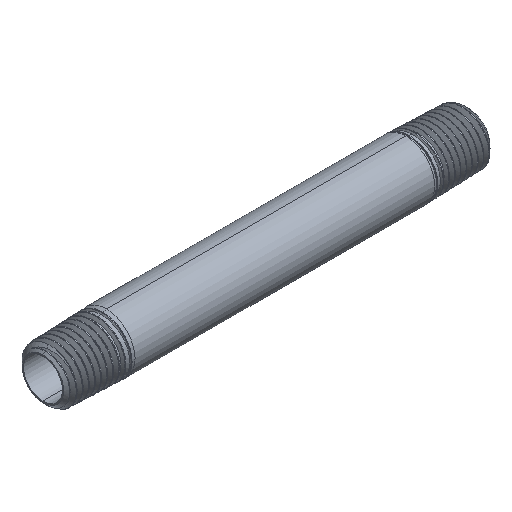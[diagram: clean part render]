
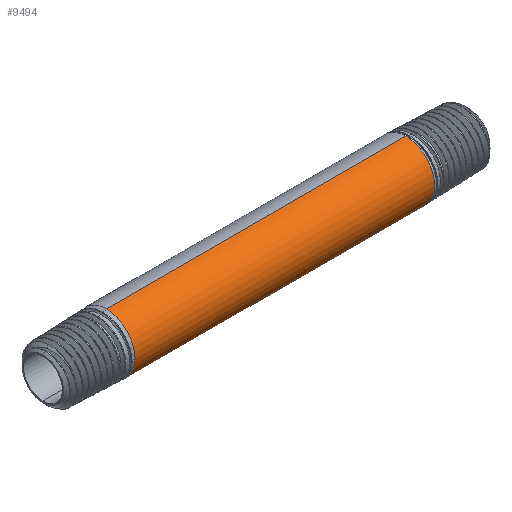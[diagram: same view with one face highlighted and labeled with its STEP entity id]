
A CAD part, isometric view. The second image highlights one B-rep face of the part: STEP entity #9494.
In plain terms, the highlighted cylindrical face has radius 6.858 mm (diameter 13.716 mm), a partial arc.
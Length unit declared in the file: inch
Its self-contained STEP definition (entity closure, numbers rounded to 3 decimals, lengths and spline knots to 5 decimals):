
#1597 = VERTEX_POINT ( 'NONE', #7033 ) ;
#1762 = ORIENTED_EDGE ( 'NONE', *, *, #14403, .T. ) ;
#4761 = AXIS2_PLACEMENT_3D ( 'NONE', #13581, #15975, #15803 ) ;
#5087 = DIRECTION ( 'NONE',  ( 0., 0., -1. ) ) ;
#6360 = VERTEX_POINT ( 'NONE', #18105 ) ;
#6431 = EDGE_CURVE ( 'NONE', #9795, #1597, #6618, .T. ) ;
#6550 = DIRECTION ( 'NONE',  ( 1., 0., 0. ) ) ;
#6618 = LINE ( 'NONE', #14364, #18703 ) ;
#6910 = CYLINDRICAL_SURFACE ( 'NONE', #22759, 0.27 ) ;
#7033 = CARTESIAN_POINT ( 'NONE',  ( 1.4054, 0., -0.27 ) ) ;
#8321 = VECTOR ( 'NONE', #12873, 39.37008 ) ;
#9262 = CARTESIAN_POINT ( 'NONE',  ( 1.4054, 0., 0. ) ) ;
#9494 = ADVANCED_FACE ( 'NONE', ( #12947 ), #6910, .T. ) ;
#9795 = VERTEX_POINT ( 'NONE', #14731 ) ;
#10415 = ORIENTED_EDGE ( 'NONE', *, *, #6431, .T. ) ;
#10451 = CARTESIAN_POINT ( 'NONE',  ( 0., 0., 0. ) ) ;
#10701 = AXIS2_PLACEMENT_3D ( 'NONE', #9262, #19229, #19410 ) ;
#11357 = EDGE_CURVE ( 'NONE', #1597, #6360, #14543, .T. ) ;
#12873 = DIRECTION ( 'NONE',  ( 1., 0., 0. ) ) ;
#12947 = FACE_OUTER_BOUND ( 'NONE', #20530, .T. ) ;
#13581 = CARTESIAN_POINT ( 'NONE',  ( -1.4054, 0., 0. ) ) ;
#14364 = CARTESIAN_POINT ( 'NONE',  ( 0., 0., -0.27 ) ) ;
#14403 = EDGE_CURVE ( 'NONE', #18942, #9795, #25988, .T. ) ;
#14543 = CIRCLE ( 'NONE', #10701, 0.27 ) ;
#14669 = CARTESIAN_POINT ( 'NONE',  ( 0., 0., 0.27 ) ) ;
#14717 = DIRECTION ( 'NONE',  ( 1., 0., 0. ) ) ;
#14731 = CARTESIAN_POINT ( 'NONE',  ( -1.4054, 0., -0.27 ) ) ;
#15803 = DIRECTION ( 'NONE',  ( 0., 0., -1. ) ) ;
#15975 = DIRECTION ( 'NONE',  ( 1., 0., 0. ) ) ;
#18105 = CARTESIAN_POINT ( 'NONE',  ( 1.4054, 0., 0.27 ) ) ;
#18631 = CARTESIAN_POINT ( 'NONE',  ( -1.4054, 0., 0.27 ) ) ;
#18703 = VECTOR ( 'NONE', #14717, 39.37008 ) ;
#18942 = VERTEX_POINT ( 'NONE', #18631 ) ;
#19229 = DIRECTION ( 'NONE',  ( -1., 0., 0. ) ) ;
#19410 = DIRECTION ( 'NONE',  ( 0., 0., 1. ) ) ;
#20530 = EDGE_LOOP ( 'NONE', ( #24670, #1762, #10415, #21890 ) ) ;
#21890 = ORIENTED_EDGE ( 'NONE', *, *, #11357, .T. ) ;
#21934 = EDGE_CURVE ( 'NONE', #18942, #6360, #26094, .T. ) ;
#22759 = AXIS2_PLACEMENT_3D ( 'NONE', #10451, #6550, #5087 ) ;
#24670 = ORIENTED_EDGE ( 'NONE', *, *, #21934, .F. ) ;
#25988 = CIRCLE ( 'NONE', #4761, 0.27 ) ;
#26094 = LINE ( 'NONE', #14669, #8321 ) ;
